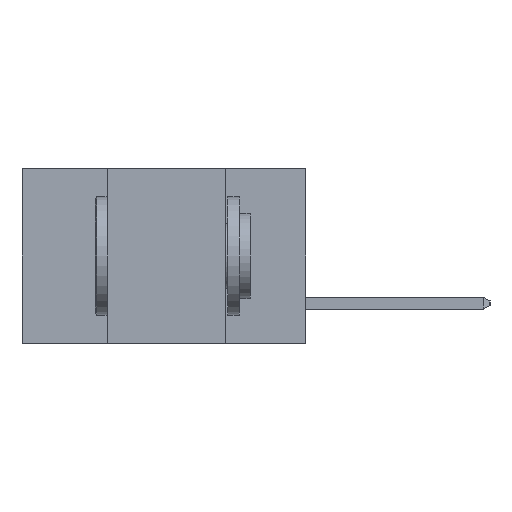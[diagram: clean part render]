
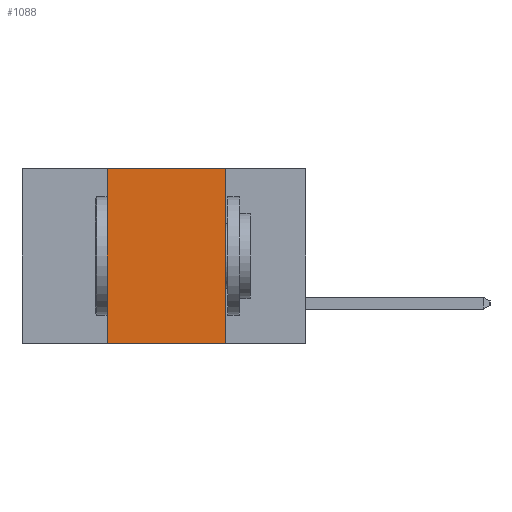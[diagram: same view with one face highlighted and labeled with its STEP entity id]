
A CAD part, left-side view. The second image highlights one B-rep face of the part: STEP entity #1088.
In plain terms, the highlighted planar face has unit normal (-1, 0, 0).
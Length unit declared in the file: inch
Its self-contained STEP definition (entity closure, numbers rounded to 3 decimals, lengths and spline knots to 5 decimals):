
#30 = CARTESIAN_POINT ( 'NONE',  ( 0., 0.17, -0.37 ) ) ;
#166 = CARTESIAN_POINT ( 'NONE',  ( 0., 0.42, -0.37 ) ) ;
#463 = VERTEX_POINT ( 'NONE', #6265 ) ;
#827 = DIRECTION ( 'NONE',  ( 0., 0., -1. ) ) ;
#1088 = ADVANCED_FACE ( 'NONE', ( #2122 ), #8631, .F. ) ;
#1153 = ORIENTED_EDGE ( 'NONE', *, *, #11054, .F. ) ;
#1158 = CARTESIAN_POINT ( 'NONE',  ( 0., 0.42, -0.37 ) ) ;
#1482 = DIRECTION ( 'NONE',  ( 0., -1., 0. ) ) ;
#1572 = VECTOR ( 'NONE', #11322, 39.37008 ) ;
#1832 = CARTESIAN_POINT ( 'NONE',  ( 0., 0.6, -0.37 ) ) ;
#1882 = LINE ( 'NONE', #3323, #6583 ) ;
#2122 = FACE_OUTER_BOUND ( 'NONE', #5369, .T. ) ;
#2209 = ORIENTED_EDGE ( 'NONE', *, *, #10841, .F. ) ;
#2800 = CARTESIAN_POINT ( 'NONE',  ( 0., 0.17, -0.37 ) ) ;
#3323 = CARTESIAN_POINT ( 'NONE',  ( 0., 0.6, 0. ) ) ;
#3461 = CARTESIAN_POINT ( 'NONE',  ( 0., 0.42, 0. ) ) ;
#4391 = LINE ( 'NONE', #1158, #1572 ) ;
#4539 = LINE ( 'NONE', #2800, #7003 ) ;
#4739 = VECTOR ( 'NONE', #1482, 39.37008 ) ;
#5030 = LINE ( 'NONE', #1832, #4739 ) ;
#5150 = DIRECTION ( 'NONE',  ( 0., -1., 0. ) ) ;
#5369 = EDGE_LOOP ( 'NONE', ( #2209, #11759, #1153, #11314 ) ) ;
#5861 = CARTESIAN_POINT ( 'NONE',  ( 0., 0.6, 0. ) ) ;
#6265 = CARTESIAN_POINT ( 'NONE',  ( 0., 0.17, 0. ) ) ;
#6583 = VECTOR ( 'NONE', #5150, 39.37008 ) ;
#7003 = VECTOR ( 'NONE', #827, 39.37008 ) ;
#7466 = EDGE_CURVE ( 'NONE', #8324, #10493, #5030, .T. ) ;
#7647 = AXIS2_PLACEMENT_3D ( 'NONE', #5861, #9497, #7696 ) ;
#7696 = DIRECTION ( 'NONE',  ( 0., 0., -1. ) ) ;
#8324 = VERTEX_POINT ( 'NONE', #166 ) ;
#8631 = PLANE ( 'NONE',  #7647 ) ;
#9497 = DIRECTION ( 'NONE',  ( 1., 0., 0. ) ) ;
#9726 = VERTEX_POINT ( 'NONE', #3461 ) ;
#10244 = EDGE_CURVE ( 'NONE', #9726, #463, #1882, .T. ) ;
#10493 = VERTEX_POINT ( 'NONE', #30 ) ;
#10841 = EDGE_CURVE ( 'NONE', #463, #10493, #4539, .T. ) ;
#11054 = EDGE_CURVE ( 'NONE', #8324, #9726, #4391, .T. ) ;
#11314 = ORIENTED_EDGE ( 'NONE', *, *, #7466, .T. ) ;
#11322 = DIRECTION ( 'NONE',  ( 0., 0., 1. ) ) ;
#11759 = ORIENTED_EDGE ( 'NONE', *, *, #10244, .F. ) ;
